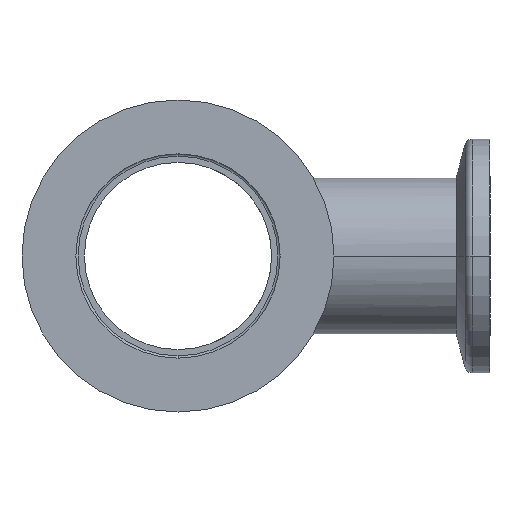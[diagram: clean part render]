
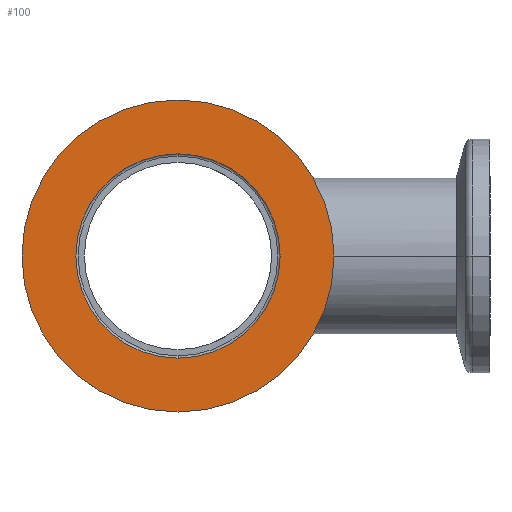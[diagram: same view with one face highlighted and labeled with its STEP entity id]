
A CAD part, left-side view. The second image highlights one B-rep face of the part: STEP entity #100.
In plain terms, the highlighted planar face has unit normal (-1, 0, 0).
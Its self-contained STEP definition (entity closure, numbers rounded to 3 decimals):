
#17 = CARTESIAN_POINT ( 'NONE',  ( -3.5, 0., 0. ) ) ;
#100 = ADVANCED_FACE ( 'NONE', ( #2083, #951 ), #1808, .F. ) ;
#230 = CARTESIAN_POINT ( 'NONE',  ( -3.5, 0., -13.1 ) ) ;
#246 = DIRECTION ( 'NONE',  ( 0., 0., 1. ) ) ;
#302 = AXIS2_PLACEMENT_3D ( 'NONE', #1573, #1758, #1785 ) ;
#308 = CIRCLE ( 'NONE', #302, 13.1 ) ;
#448 = DIRECTION ( 'NONE',  ( 0., 0., -1. ) ) ;
#476 = EDGE_CURVE ( 'NONE', #2430, #1201, #2172, .T. ) ;
#567 = AXIS2_PLACEMENT_3D ( 'NONE', #230, #1816, #448 ) ;
#672 = EDGE_CURVE ( 'NONE', #1201, #2430, #308, .T. ) ;
#746 = VERTEX_POINT ( 'NONE', #2417 ) ;
#805 = DIRECTION ( 'NONE',  ( -1., 0., 0. ) ) ;
#951 = FACE_OUTER_BOUND ( 'NONE', #1786, .T. ) ;
#1043 = ORIENTED_EDGE ( 'NONE', *, *, #672, .F. ) ;
#1201 = VERTEX_POINT ( 'NONE', #2717 ) ;
#1206 = VERTEX_POINT ( 'NONE', #2700 ) ;
#1217 = AXIS2_PLACEMENT_3D ( 'NONE', #2900, #1696, #2238 ) ;
#1374 = ORIENTED_EDGE ( 'NONE', *, *, #2528, .T. ) ;
#1392 = AXIS2_PLACEMENT_3D ( 'NONE', #17, #1603, #246 ) ;
#1573 = CARTESIAN_POINT ( 'NONE',  ( -3.5, 0., 0. ) ) ;
#1603 = DIRECTION ( 'NONE',  ( -1., 0., 0. ) ) ;
#1672 = EDGE_LOOP ( 'NONE', ( #1855, #1043 ) ) ;
#1696 = DIRECTION ( 'NONE',  ( -1., 0., 0. ) ) ;
#1758 = DIRECTION ( 'NONE',  ( -1., 0., 0. ) ) ;
#1785 = DIRECTION ( 'NONE',  ( 0., 0., 1. ) ) ;
#1786 = EDGE_LOOP ( 'NONE', ( #1374, #2780 ) ) ;
#1808 = PLANE ( 'NONE',  #567 ) ;
#1816 = DIRECTION ( 'NONE',  ( 1., 0., 0. ) ) ;
#1855 = ORIENTED_EDGE ( 'NONE', *, *, #476, .F. ) ;
#1988 = CIRCLE ( 'NONE', #2106, 20. ) ;
#2066 = EDGE_CURVE ( 'NONE', #746, #1206, #1988, .T. ) ;
#2083 = FACE_BOUND ( 'NONE', #1672, .T. ) ;
#2106 = AXIS2_PLACEMENT_3D ( 'NONE', #2159, #805, #2382 ) ;
#2159 = CARTESIAN_POINT ( 'NONE',  ( -3.5, 0., 0. ) ) ;
#2172 = CIRCLE ( 'NONE', #1217, 13.1 ) ;
#2238 = DIRECTION ( 'NONE',  ( 0., 0., 1. ) ) ;
#2250 = CARTESIAN_POINT ( 'NONE',  ( -3.5, 0., 13.1 ) ) ;
#2382 = DIRECTION ( 'NONE',  ( 0., 0., 1. ) ) ;
#2394 = CIRCLE ( 'NONE', #1392, 20. ) ;
#2417 = CARTESIAN_POINT ( 'NONE',  ( -3.5, 0., -20. ) ) ;
#2430 = VERTEX_POINT ( 'NONE', #2250 ) ;
#2528 = EDGE_CURVE ( 'NONE', #1206, #746, #2394, .T. ) ;
#2700 = CARTESIAN_POINT ( 'NONE',  ( -3.5, 0., 20. ) ) ;
#2717 = CARTESIAN_POINT ( 'NONE',  ( -3.5, 0., -13.1 ) ) ;
#2780 = ORIENTED_EDGE ( 'NONE', *, *, #2066, .T. ) ;
#2900 = CARTESIAN_POINT ( 'NONE',  ( -3.5, 0., 0. ) ) ;
